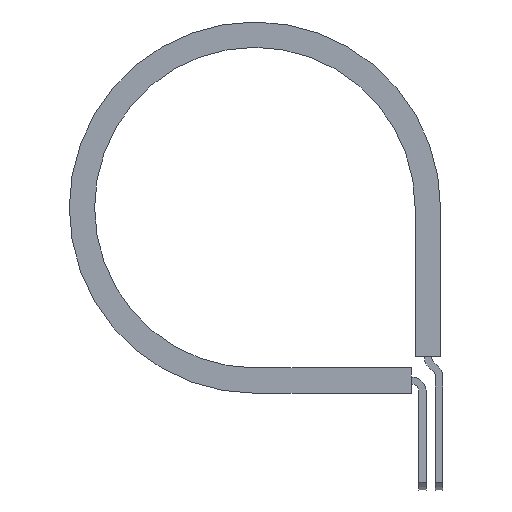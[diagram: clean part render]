
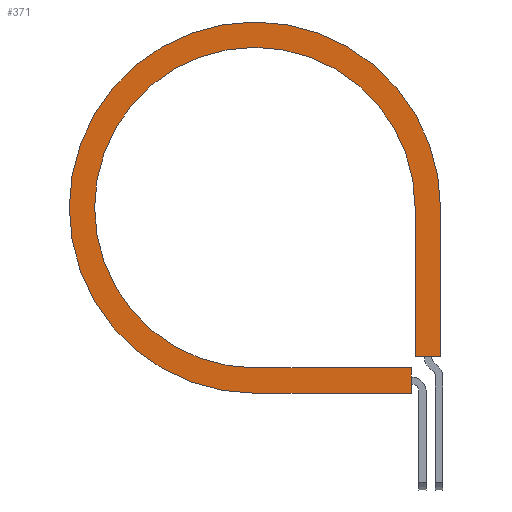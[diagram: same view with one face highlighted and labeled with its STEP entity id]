
A CAD part, front view. The second image highlights one B-rep face of the part: STEP entity #371.
In plain terms, the highlighted planar face has unit normal (0, -1, 0).
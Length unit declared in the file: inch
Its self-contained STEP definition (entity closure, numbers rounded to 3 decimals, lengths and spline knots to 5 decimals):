
#15 = EDGE_CURVE ( 'NONE', #316, #1389, #1585, .T. ) ;
#36 = VERTEX_POINT ( 'NONE', #641 ) ;
#64 = DIRECTION ( 'NONE',  ( 0., 0., -1. ) ) ;
#130 = EDGE_CURVE ( 'NONE', #1240, #164, #511, .T. ) ;
#143 = VERTEX_POINT ( 'NONE', #1186 ) ;
#145 = CARTESIAN_POINT ( 'NONE',  ( 0., -0.31, -1.0625 ) ) ;
#164 = VERTEX_POINT ( 'NONE', #1166 ) ;
#165 = VERTEX_POINT ( 'NONE', #1285 ) ;
#311 = VECTOR ( 'NONE', #783, 39.37008 ) ;
#316 = VERTEX_POINT ( 'NONE', #145 ) ;
#330 = CARTESIAN_POINT ( 'NONE',  ( 0., -0.31, 0. ) ) ;
#371 = ADVANCED_FACE ( 'NONE', ( #759 ), #1619, .T. ) ;
#382 = CARTESIAN_POINT ( 'NONE',  ( 1.0625, -0.31, 0. ) ) ;
#433 = VERTEX_POINT ( 'NONE', #1111 ) ;
#435 = EDGE_LOOP ( 'NONE', ( #1540, #1755, #1145, #592, #1047, #959, #1224, #1630 ) ) ;
#449 = VECTOR ( 'NONE', #726, 39.37008 ) ;
#465 = DIRECTION ( 'NONE',  ( 0., -1., 0. ) ) ;
#511 = LINE ( 'NONE', #1225, #868 ) ;
#556 = AXIS2_PLACEMENT_3D ( 'NONE', #1282, #1254, #1265 ) ;
#592 = ORIENTED_EDGE ( 'NONE', *, *, #1703, .T. ) ;
#614 = CARTESIAN_POINT ( 'NONE',  ( 1.2305, -0.31, -0.98815 ) ) ;
#619 = CARTESIAN_POINT ( 'NONE',  ( 0., -0.31, -1.2305 ) ) ;
#641 = CARTESIAN_POINT ( 'NONE',  ( 1.0625, -0.31, 0. ) ) ;
#655 = EDGE_CURVE ( 'NONE', #165, #1240, #1595, .T. ) ;
#726 = DIRECTION ( 'NONE',  ( 1., 0., 0. ) ) ;
#730 = CARTESIAN_POINT ( 'NONE',  ( 0., -0.31, -1.0625 ) ) ;
#751 = DIRECTION ( 'NONE',  ( 0., -1., 0. ) ) ;
#754 = LINE ( 'NONE', #1709, #1441 ) ;
#759 = FACE_OUTER_BOUND ( 'NONE', #435, .T. ) ;
#783 = DIRECTION ( 'NONE',  ( 0., 0., -1. ) ) ;
#803 = AXIS2_PLACEMENT_3D ( 'NONE', #330, #751, #64 ) ;
#831 = EDGE_CURVE ( 'NONE', #36, #316, #932, .T. ) ;
#868 = VECTOR ( 'NONE', #1216, 39.37008 ) ;
#932 = CIRCLE ( 'NONE', #803, 1.0625 ) ;
#959 = ORIENTED_EDGE ( 'NONE', *, *, #15, .F. ) ;
#1047 = ORIENTED_EDGE ( 'NONE', *, *, #1212, .T. ) ;
#1111 = CARTESIAN_POINT ( 'NONE',  ( 0., -0.31, -1.2305 ) ) ;
#1138 = CARTESIAN_POINT ( 'NONE',  ( 1.2305, -0.31, 0. ) ) ;
#1145 = ORIENTED_EDGE ( 'NONE', *, *, #1524, .T. ) ;
#1159 = DIRECTION ( 'NONE',  ( 0., 0., 1. ) ) ;
#1160 = VECTOR ( 'NONE', #1721, 39.37008 ) ;
#1166 = CARTESIAN_POINT ( 'NONE',  ( 1.0625, -0.31, -0.98815 ) ) ;
#1186 = CARTESIAN_POINT ( 'NONE',  ( 1.0372, -0.31, -1.2305 ) ) ;
#1212 = EDGE_CURVE ( 'NONE', #143, #1389, #754, .T. ) ;
#1216 = DIRECTION ( 'NONE',  ( -1., 0., 0. ) ) ;
#1222 = AXIS2_PLACEMENT_3D ( 'NONE', #1284, #465, #1418 ) ;
#1224 = ORIENTED_EDGE ( 'NONE', *, *, #831, .F. ) ;
#1225 = CARTESIAN_POINT ( 'NONE',  ( 1.0625, -0.31, -0.98815 ) ) ;
#1232 = VECTOR ( 'NONE', #1357, 39.37008 ) ;
#1240 = VERTEX_POINT ( 'NONE', #614 ) ;
#1254 = DIRECTION ( 'NONE',  ( 0., -1., 0. ) ) ;
#1265 = DIRECTION ( 'NONE',  ( 1., 0., 0. ) ) ;
#1282 = CARTESIAN_POINT ( 'NONE',  ( 1.0625, -0.31, 0. ) ) ;
#1284 = CARTESIAN_POINT ( 'NONE',  ( 0., -0.31, 0. ) ) ;
#1285 = CARTESIAN_POINT ( 'NONE',  ( 1.2305, -0.31, 0. ) ) ;
#1344 = EDGE_CURVE ( 'NONE', #36, #164, #1744, .T. ) ;
#1357 = DIRECTION ( 'NONE',  ( 0., 0., -1. ) ) ;
#1389 = VERTEX_POINT ( 'NONE', #1470 ) ;
#1418 = DIRECTION ( 'NONE',  ( 0., 0., -1. ) ) ;
#1441 = VECTOR ( 'NONE', #1159, 39.37008 ) ;
#1470 = CARTESIAN_POINT ( 'NONE',  ( 1.0372, -0.31, -1.0625 ) ) ;
#1521 = LINE ( 'NONE', #619, #1160 ) ;
#1524 = EDGE_CURVE ( 'NONE', #165, #433, #1743, .T. ) ;
#1540 = ORIENTED_EDGE ( 'NONE', *, *, #130, .F. ) ;
#1585 = LINE ( 'NONE', #730, #449 ) ;
#1595 = LINE ( 'NONE', #1138, #1232 ) ;
#1619 = PLANE ( 'NONE',  #556 ) ;
#1630 = ORIENTED_EDGE ( 'NONE', *, *, #1344, .T. ) ;
#1703 = EDGE_CURVE ( 'NONE', #433, #143, #1521, .T. ) ;
#1709 = CARTESIAN_POINT ( 'NONE',  ( 1.0372, -0.31, -1.0625 ) ) ;
#1721 = DIRECTION ( 'NONE',  ( 1., 0., 0. ) ) ;
#1743 = CIRCLE ( 'NONE', #1222, 1.2305 ) ;
#1744 = LINE ( 'NONE', #382, #311 ) ;
#1755 = ORIENTED_EDGE ( 'NONE', *, *, #655, .F. ) ;
